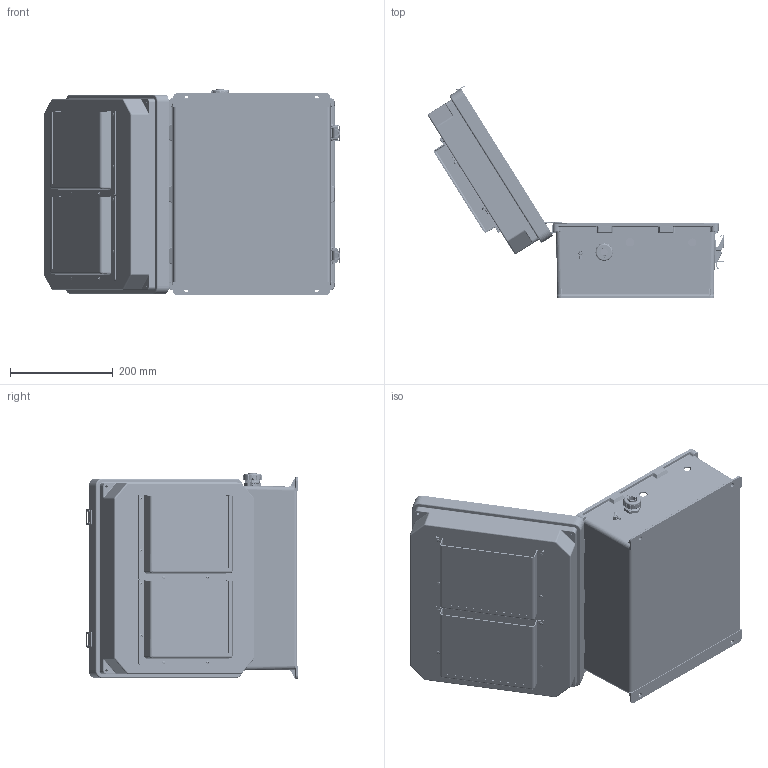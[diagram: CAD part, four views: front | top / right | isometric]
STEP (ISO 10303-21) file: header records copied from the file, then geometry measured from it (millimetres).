
FILE_DESCRIPTION (( 'STEP AP214' ), '1' );
FILE_NAME ('NBB141207-1HF.STEP', '2015-09-16T17:10:04', ( 'L-Com' ), ( 'L-Com Global Connectivity' ), 'SwSTEP 2.0', 'SolidWorks 2014', '' );
FILE_SCHEMA (( 'AUTOMOTIVE_DESIGN' ));
Length unit declared in the file: inch
Products named in the file (30): XF451-01; XFW-0002; XFR-0005; XFN-0003; XFS-0024_90184A168; XCT-0005; XFS-0023_92470A148; XFS-0026; XMH-0004-1; XC-0003; XMH-0002; NB141207-DoorClasp-2; Fan Screen-120x120 ALUM; NB141207-DoorClasp-1; XFN-0002; NBB141207-Lid_Vented; XM220-01B; NB141207-Hinge; NEMA GroundWire-2; NBB141207-Box; XMH-0007; XF797-02; NBB141207-1HF; XFS-0017; 10-32 NEMA PLATE SCREW; XMH-0010; XFN-0013; XCTB-0002; XCT-0011; XCT-0010
Assembly tree (71 placements, depth 2):
  NBB141207-1HF
    NBB141207-Box
    NB141207-Hinge  x2
    NBB141207-Lid_Vented
    NB141207-DoorClasp-1  x2
    NB141207-DoorClasp-2  x2
    XC-0003
    XFS-0026
    XCT-0005
    XFN-0003  x2
    XFW-0002
    XF451-01
    XCT-0010
    XCT-0011
    XCTB-0002
    XFN-0013  x2
    XMH-0010  x2
    10-32 NEMA PLATE SCREW  x4
    XFS-0017  x5
    XF797-02
    XMH-0007  x4
    NEMA GroundWire-2
    XM220-01B  x2
    XFN-0002  x8
    Fan Screen-120x120 ALUM  x2
    XMH-0002
    XMH-0004-1
    XFS-0023_92470A148  x4
    XFS-0024_90184A168  x4
    XFR-0005  x12
Bounding box: 578.07 x 413.05 x 402.37 mm (x, y, z)
Volume: 2623728.2 mm3; surface area: 1700105.6 mm2
Topology: 78 solids, 79 shells, 8210 faces, 21745 edges, 13741 vertices
Faces by surface type: cylinder 3745, plane 2125, cone 1225, bspline 592, torus 479, sphere 44
Entity records: 188954 total; most frequent: CARTESIAN_POINT 57436, ORIENTED_EDGE 23810, DIRECTION 22665, EDGE_CURVE 11905, AXIS2_PLACEMENT_3D 8584, VERTEX_POINT 7495, EDGE_LOOP 5502, LINE 5497
